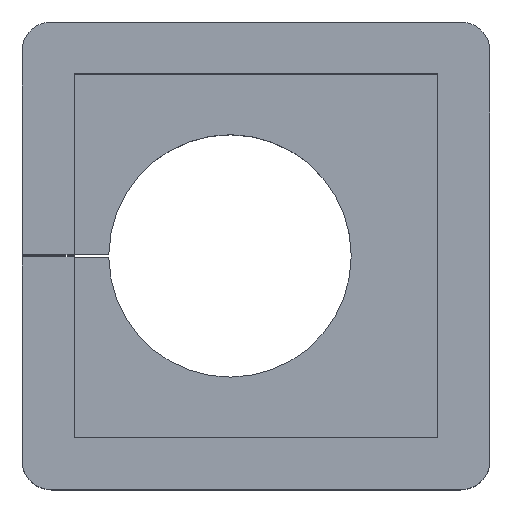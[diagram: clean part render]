
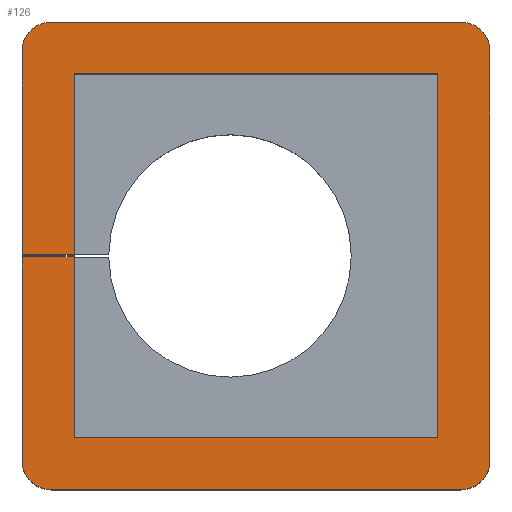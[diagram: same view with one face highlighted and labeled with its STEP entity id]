
A CAD part, top view. The second image highlights one B-rep face of the part: STEP entity #126.
In plain terms, the highlighted planar face has unit normal (0, 0, 1).
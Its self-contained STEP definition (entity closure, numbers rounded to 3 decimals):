
#126=ADVANCED_FACE('NONE',(#295),#296,.F.);
#295=FACE_OUTER_BOUND('',#504,.T.);
#296=PLANE('',#505);
#504=EDGE_LOOP('',(#808,#809,#810,#811,#812,#813,#814,#815,#816,#817,#818,#819,#820,#821,#822,#823));
#505=AXIS2_PLACEMENT_3D('',#824,#825,#826);
#808=ORIENTED_EDGE('',*,*,#1347,.F.);
#809=ORIENTED_EDGE('',*,*,#1406,.F.);
#810=ORIENTED_EDGE('',*,*,#1325,.T.);
#811=ORIENTED_EDGE('',*,*,#1407,.T.);
#812=ORIENTED_EDGE('',*,*,#1394,.T.);
#813=ORIENTED_EDGE('',*,*,#1408,.T.);
#814=ORIENTED_EDGE('',*,*,#1398,.T.);
#815=ORIENTED_EDGE('',*,*,#1409,.T.);
#816=ORIENTED_EDGE('',*,*,#1403,.T.);
#817=ORIENTED_EDGE('',*,*,#1410,.T.);
#818=ORIENTED_EDGE('',*,*,#1391,.T.);
#819=ORIENTED_EDGE('',*,*,#1411,.F.);
#820=ORIENTED_EDGE('',*,*,#1412,.F.);
#821=ORIENTED_EDGE('',*,*,#1413,.F.);
#822=ORIENTED_EDGE('',*,*,#1414,.F.);
#823=ORIENTED_EDGE('',*,*,#1415,.F.);
#824=CARTESIAN_POINT('',(-40.5,40.5,37.5));
#825=DIRECTION('',(0.0,0.0,-1.0));
#826=DIRECTION('',(0.0,-1.0,0.0));
#1325=EDGE_CURVE('NONE',#1596,#1597,#1598,.T.);
#1347=EDGE_CURVE('NONE',#1635,#1637,#1638,.T.);
#1391=EDGE_CURVE('NONE',#1711,#1709,#1712,.T.);
#1394=EDGE_CURVE('NONE',#1715,#1716,#1717,.T.);
#1398=EDGE_CURVE('NONE',#1721,#1722,#1723,.T.);
#1403=EDGE_CURVE('NONE',#1729,#1727,#1730,.T.);
#1406=EDGE_CURVE('NONE',#1596,#1635,#1733,.T.);
#1407=EDGE_CURVE('NONE',#1597,#1715,#1734,.T.);
#1408=EDGE_CURVE('NONE',#1716,#1721,#1735,.T.);
#1409=EDGE_CURVE('NONE',#1722,#1729,#1736,.T.);
#1410=EDGE_CURVE('NONE',#1727,#1711,#1737,.T.);
#1411=EDGE_CURVE('NONE',#1738,#1709,#1739,.T.);
#1412=EDGE_CURVE('NONE',#1740,#1738,#1741,.T.);
#1413=EDGE_CURVE('NONE',#1742,#1740,#1743,.T.);
#1414=EDGE_CURVE('NONE',#1744,#1742,#1745,.T.);
#1415=EDGE_CURVE('NONE',#1637,#1744,#1746,.T.);
#1596=VERTEX_POINT('NONE',#1995);
#1597=VERTEX_POINT('NONE',#1996);
#1598=LINE('',#1997,#1998);
#1635=VERTEX_POINT('NONE',#2051);
#1637=VERTEX_POINT('NONE',#2054);
#1638=LINE('',#2055,#2056);
#1709=VERTEX_POINT('NONE',#2154);
#1711=VERTEX_POINT('NONE',#2157);
#1712=LINE('',#2158,#2159);
#1715=VERTEX_POINT('NONE',#2163);
#1716=VERTEX_POINT('NONE',#2164);
#1717=LINE('',#2165,#2166);
#1721=VERTEX_POINT('NONE',#2172);
#1722=VERTEX_POINT('NONE',#2173);
#1723=LINE('',#2174,#2175);
#1727=VERTEX_POINT('NONE',#2181);
#1729=VERTEX_POINT('NONE',#2184);
#1730=LINE('',#2185,#2186);
#1733=LINE('',#2190,#2191);
#1734=CIRCLE('',#2192,5.0);
#1735=CIRCLE('',#2193,5.0);
#1736=CIRCLE('',#2194,5.0);
#1737=CIRCLE('',#2195,5.0);
#1738=VERTEX_POINT('NONE',#2196);
#1739=LINE('',#2197,#2198);
#1740=VERTEX_POINT('NONE',#2199);
#1741=LINE('',#2200,#2201);
#1742=VERTEX_POINT('NONE',#2202);
#1743=LINE('',#2203,#2204);
#1744=VERTEX_POINT('NONE',#2205);
#1745=LINE('',#2206,#2207);
#1746=LINE('',#2208,#2209);
#1995=CARTESIAN_POINT('',(-40.5,-0.2,37.5));
#1996=CARTESIAN_POINT('',(-40.5,-35.5,37.5));
#1997=CARTESIAN_POINT('',(-40.5,-40.5,37.5));
#1998=VECTOR('',#2526,1000.0);
#2051=CARTESIAN_POINT('',(-31.5,-0.2,37.5));
#2054=CARTESIAN_POINT('',(-31.5,-31.5,37.5));
#2055=CARTESIAN_POINT('',(-31.5,-31.5,37.5));
#2056=VECTOR('',#2544,1000.0);
#2154=CARTESIAN_POINT('',(-40.5,0.2,37.5));
#2157=CARTESIAN_POINT('',(-40.5,35.5,37.5));
#2158=CARTESIAN_POINT('',(-40.5,-40.5,37.5));
#2159=VECTOR('',#2597,1000.0);
#2163=CARTESIAN_POINT('',(-35.5,-40.5,37.5));
#2164=CARTESIAN_POINT('',(35.5,-40.5,37.5));
#2165=CARTESIAN_POINT('',(-40.5,-40.5,37.5));
#2166=VECTOR('',#2599,1000.0);
#2172=CARTESIAN_POINT('',(40.5,-35.5,37.5));
#2173=CARTESIAN_POINT('',(40.5,35.5,37.5));
#2174=CARTESIAN_POINT('',(40.5,-40.5,37.5));
#2175=VECTOR('',#2602,1000.0);
#2181=CARTESIAN_POINT('',(-35.5,40.5,37.5));
#2184=CARTESIAN_POINT('',(35.5,40.5,37.5));
#2185=CARTESIAN_POINT('',(-40.5,40.5,37.5));
#2186=VECTOR('',#2606,1000.0);
#2190=CARTESIAN_POINT('',(-40.5,-0.2,37.5));
#2191=VECTOR('',#2608,1000.0);
#2192=AXIS2_PLACEMENT_3D('',#2609,#2610,#2611);
#2193=AXIS2_PLACEMENT_3D('',#2612,#2613,#2614);
#2194=AXIS2_PLACEMENT_3D('',#2615,#2616,#2617);
#2195=AXIS2_PLACEMENT_3D('',#2618,#2619,#2620);
#2196=CARTESIAN_POINT('',(-31.5,0.2,37.5));
#2197=CARTESIAN_POINT('',(-40.5,0.2,37.5));
#2198=VECTOR('',#2621,1000.0);
#2199=CARTESIAN_POINT('',(-31.5,31.5,37.5));
#2200=CARTESIAN_POINT('',(-31.5,-31.5,37.5));
#2201=VECTOR('',#2622,1000.0);
#2202=CARTESIAN_POINT('',(31.5,31.5,37.5));
#2203=CARTESIAN_POINT('',(-31.5,31.5,37.5));
#2204=VECTOR('',#2623,1000.0);
#2205=CARTESIAN_POINT('',(31.5,-31.5,37.5));
#2206=CARTESIAN_POINT('',(31.5,-31.5,37.5));
#2207=VECTOR('',#2624,1000.0);
#2208=CARTESIAN_POINT('',(-31.5,-31.5,37.5));
#2209=VECTOR('',#2625,1000.0);
#2526=DIRECTION('',(-0.0,-1.0,-0.0));
#2544=DIRECTION('',(-0.0,-1.0,-0.0));
#2597=DIRECTION('',(-0.0,-1.0,-0.0));
#2599=DIRECTION('',(1.0,0.0,0.0));
#2602=DIRECTION('',(0.0,1.0,0.0));
#2606=DIRECTION('',(-1.0,-0.0,-0.0));
#2608=DIRECTION('',(1.0,0.0,0.0));
#2609=CARTESIAN_POINT('',(-35.5,-35.5,37.5));
#2610=DIRECTION('',(0.0,0.0,1.0));
#2611=DIRECTION('',(-1.0,0.0,0.0));
#2612=CARTESIAN_POINT('',(35.5,-35.5,37.5));
#2613=DIRECTION('',(0.0,0.0,1.0));
#2614=DIRECTION('',(-1.0,0.0,0.0));
#2615=CARTESIAN_POINT('',(35.5,35.5,37.5));
#2616=DIRECTION('',(0.0,0.0,1.0));
#2617=DIRECTION('',(-1.0,0.0,0.0));
#2618=CARTESIAN_POINT('',(-35.5,35.5,37.5));
#2619=DIRECTION('',(0.0,0.0,1.0));
#2620=DIRECTION('',(-1.0,0.0,0.0));
#2621=DIRECTION('',(-1.0,0.,-0.0));
#2622=DIRECTION('',(-0.0,-1.0,-0.0));
#2623=DIRECTION('',(-1.0,-0.0,-0.0));
#2624=DIRECTION('',(0.0,1.0,0.0));
#2625=DIRECTION('',(1.0,0.,0.0));
